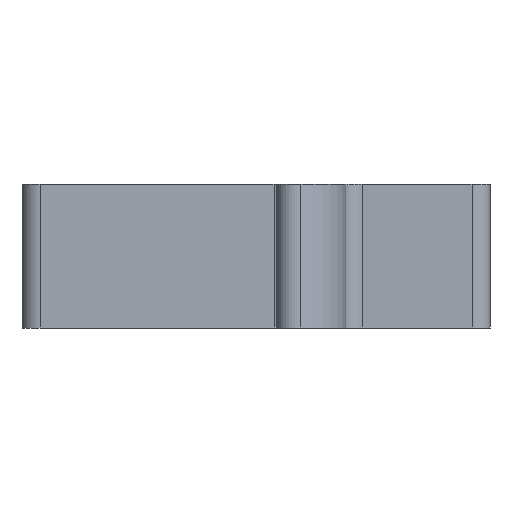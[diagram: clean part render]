
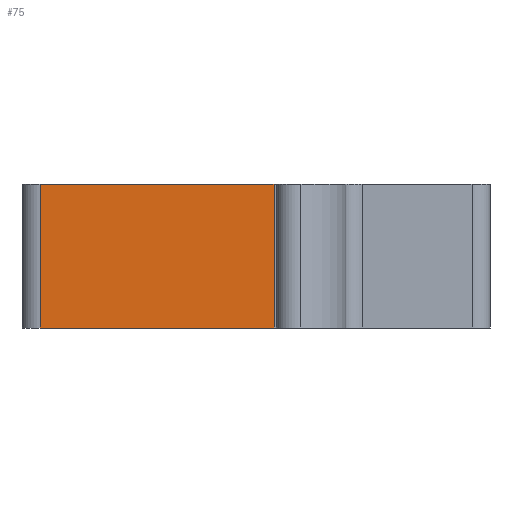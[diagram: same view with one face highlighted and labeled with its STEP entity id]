
A CAD part, left-side view. The second image highlights one B-rep face of the part: STEP entity #75.
In plain terms, the highlighted planar face has unit normal (-1, 0, 0).
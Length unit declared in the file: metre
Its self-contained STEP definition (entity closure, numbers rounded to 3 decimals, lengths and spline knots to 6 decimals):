
#75 = ADVANCED_FACE( '', ( #161 ), #162, .T. );
#161 = FACE_OUTER_BOUND( '', #255, .T. );
#162 = PLANE( '', #256 );
#255 = EDGE_LOOP( '', ( #421, #422, #423, #424 ) );
#256 = AXIS2_PLACEMENT_3D( '', #425, #426, #427 );
#421 = ORIENTED_EDGE( '', *, *, #653, .F. );
#422 = ORIENTED_EDGE( '', *, *, #654, .T. );
#423 = ORIENTED_EDGE( '', *, *, #604, .T. );
#424 = ORIENTED_EDGE( '', *, *, #655, .T. );
#425 = CARTESIAN_POINT( '', ( -0.053663, -0.001058, 0. ) );
#426 = DIRECTION( '', ( -1., 0., 0. ) );
#427 = DIRECTION( '', ( 0., -1., 0. ) );
#604 = EDGE_CURVE( '', #730, #728, #731, .T. );
#653 = EDGE_CURVE( '', #807, #808, #809, .T. );
#654 = EDGE_CURVE( '', #807, #730, #810, .F. );
#655 = EDGE_CURVE( '', #728, #808, #811, .T. );
#728 = VERTEX_POINT( '', #900 );
#730 = VERTEX_POINT( '', #902 );
#731 = LINE( '', #903, #904 );
#807 = VERTEX_POINT( '', #1007 );
#808 = VERTEX_POINT( '', #1008 );
#809 = LINE( '', #1009, #1010 );
#810 = LINE( '', #1011, #1012 );
#811 = LINE( '', #1013, #1014 );
#900 = CARTESIAN_POINT( '', ( -0.053663, -0.0381, 0. ) );
#902 = CARTESIAN_POINT( '', ( -0.053663, 0.003175, 0. ) );
#903 = CARTESIAN_POINT( '', ( -0.053663, -0.001058, 0. ) );
#904 = VECTOR( '', #1107, 1. );
#1007 = CARTESIAN_POINT( '', ( -0.053663, 0.003175, 0.0254 ) );
#1008 = CARTESIAN_POINT( '', ( -0.053663, -0.0381, 0.0254 ) );
#1009 = CARTESIAN_POINT( '', ( -0.053663, -0.001058, 0.0254 ) );
#1010 = VECTOR( '', #1168, 1. );
#1011 = CARTESIAN_POINT( '', ( -0.053663, 0.003175, 0. ) );
#1012 = VECTOR( '', #1169, 1. );
#1013 = CARTESIAN_POINT( '', ( -0.053663, -0.0381, 0. ) );
#1014 = VECTOR( '', #1170, 1. );
#1107 = DIRECTION( '', ( 0., -1., 0. ) );
#1168 = DIRECTION( '', ( 0., -1., 0. ) );
#1169 = DIRECTION( '', ( 0., 0., 1. ) );
#1170 = DIRECTION( '', ( 0., 0., 1. ) );
